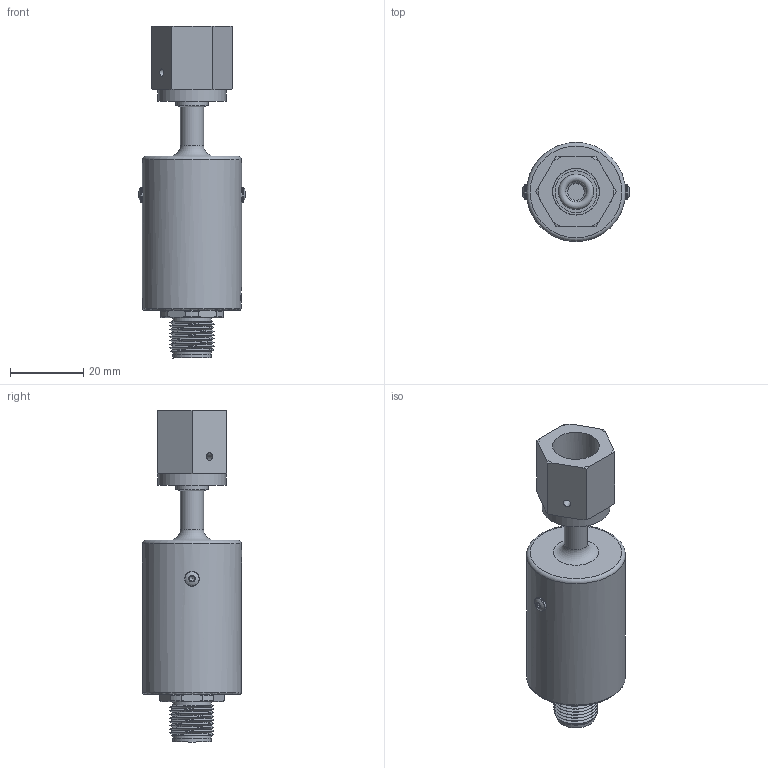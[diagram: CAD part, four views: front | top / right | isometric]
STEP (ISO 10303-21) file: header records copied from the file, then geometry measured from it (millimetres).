
FILE_DESCRIPTION(/* description */ (''),/* implementation_level */ '2;1');
FILE_NAME(/* name */ 'CDG015D(M12VCR4)DRAFTA_SOLID.stp',/* time_stamp */ '2024-08-23T08:35:04+02:00',/* author */ ('quen001'),/* organization */ (''),/* preprocessor_version */ 'ST-DEVELOPER v19.2',/* originating_system */ 'Autodesk Inventor 2023',/* authorisation */ '');
FILE_SCHEMA (('AUTOMOTIVE_DESIGN { 1 0 10303 214 3 1 1 }'));
Length unit declared in the file: millimetre
Products named in the file (1): CDG015D(M12)VCR4DRAFTA_SOLID_Component10
Bounding box: 29.16 x 27 x 90.51 mm (x, y, z)
Volume: 29680.1 mm3; surface area: 10006.1 mm2
Topology: 1 solids, 7 shells, 198 faces, 479 edges, 310 vertices
Faces by surface type: cylinder 87, plane 46, cone 46, bspline 7, torus 6, sphere 6
Full cylindrical faces by diameter (mm): 1 x4, 1.15 x2, 1.45 x1, 1.8 x4, 2.032 x2, 3.4 x1, 3.55 x1, 4 x2, 4.572 x1, 5 x1, 5.3 x1, 6.35 x1, 8.89 x1, 9.144 x1, 9.2 x2, 9.25 x2, 10.5 x1, 10.6 x9, 10.7 x1, 11.43 x1, 12 x7, 12.7 x1, 12.751 x1, 18.542 x1, 27 x1
Entity records: 10827 total; most frequent: CARTESIAN_POINT 6385, ORIENTED_EDGE 946, DIRECTION 868, EDGE_CURVE 473, AXIS2_PLACEMENT_3D 370, VERTEX_POINT 310, EDGE_LOOP 231, FACE_OUTER_BOUND 198
